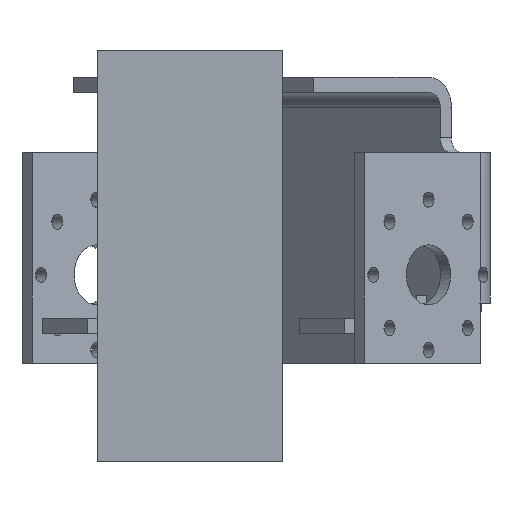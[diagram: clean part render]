
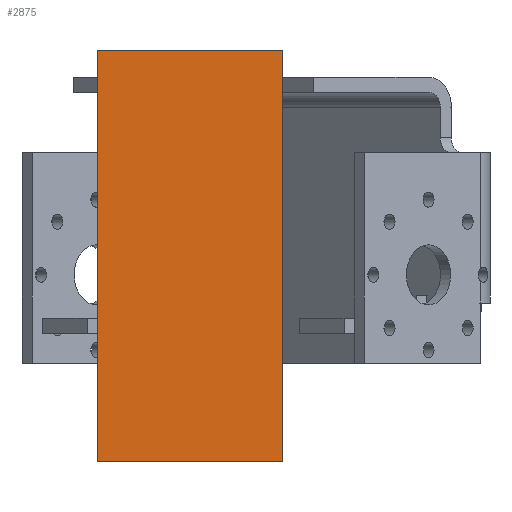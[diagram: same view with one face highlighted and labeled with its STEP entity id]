
A CAD part, left-side view. The second image highlights one B-rep face of the part: STEP entity #2875.
In plain terms, the highlighted planar face has unit normal (-1, 0, 0).
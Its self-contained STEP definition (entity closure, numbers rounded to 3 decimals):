
#164=PLANE('',#3154);
#254=FACE_OUTER_BOUND('',#454,.T.);
#454=EDGE_LOOP('',(#2220,#2221,#2222,#2223));
#649=LINE('',#4551,#853);
#653=LINE('',#4561,#857);
#655=LINE('',#4564,#859);
#656=LINE('',#4566,#860);
#853=VECTOR('',#3684,10.);
#857=VECTOR('',#3696,10.);
#859=VECTOR('',#3700,10.);
#860=VECTOR('',#3703,10.);
#1317=VERTEX_POINT('',#4548);
#1318=VERTEX_POINT('',#4550);
#1319=VERTEX_POINT('',#4558);
#1320=VERTEX_POINT('',#4560);
#1643=EDGE_CURVE('',#1317,#1318,#649,.T.);
#1648=EDGE_CURVE('',#1319,#1320,#653,.T.);
#1650=EDGE_CURVE('',#1318,#1319,#655,.T.);
#1651=EDGE_CURVE('',#1320,#1317,#656,.T.);
#2220=ORIENTED_EDGE('',*,*,#1651,.F.);
#2221=ORIENTED_EDGE('',*,*,#1648,.F.);
#2222=ORIENTED_EDGE('',*,*,#1650,.F.);
#2223=ORIENTED_EDGE('',*,*,#1643,.F.);
#2875=ADVANCED_FACE('',(#254),#164,.F.);
#3154=AXIS2_PLACEMENT_3D('',#4567,#3704,#3705);
#3684=DIRECTION('',(0.,0.,1.));
#3696=DIRECTION('',(0.,0.,-1.));
#3700=DIRECTION('',(0.,-1.,0.));
#3703=DIRECTION('',(0.,1.,0.));
#3704=DIRECTION('center_axis',(1.,0.,0.));
#3705=DIRECTION('ref_axis',(0.,0.,-1.));
#4548=CARTESIAN_POINT('',(0.,12.25,-27.25));
#4550=CARTESIAN_POINT('',(0.,12.25,27.25));
#4551=CARTESIAN_POINT('',(0.,12.25,-27.25));
#4558=CARTESIAN_POINT('',(0.,-12.25,27.25));
#4560=CARTESIAN_POINT('',(0.,-12.25,-27.25));
#4561=CARTESIAN_POINT('',(0.,-12.25,27.25));
#4564=CARTESIAN_POINT('',(0.,12.25,27.25));
#4566=CARTESIAN_POINT('',(0.,-12.25,-27.25));
#4567=CARTESIAN_POINT('Origin',(0.,0.,0.));
